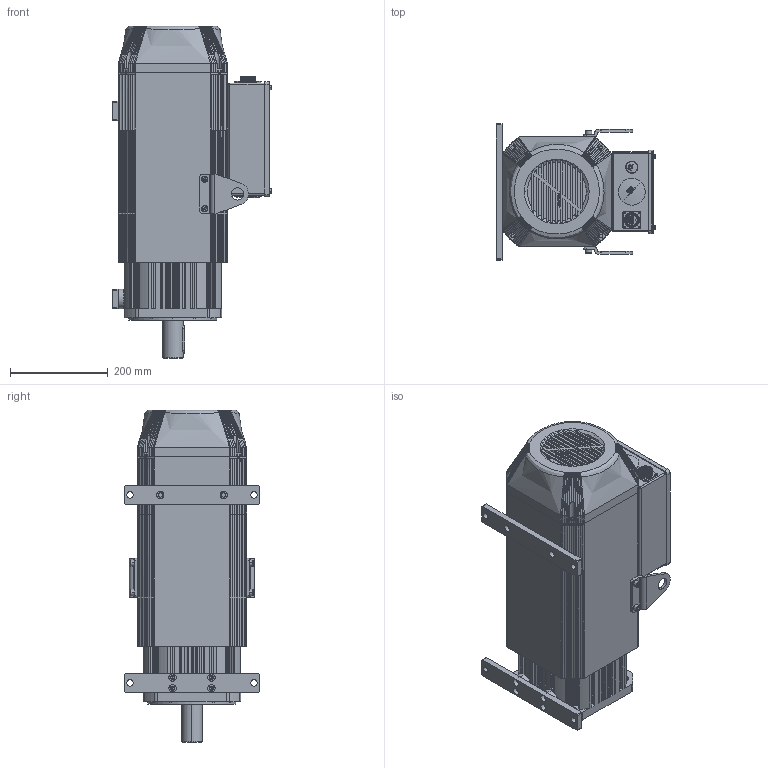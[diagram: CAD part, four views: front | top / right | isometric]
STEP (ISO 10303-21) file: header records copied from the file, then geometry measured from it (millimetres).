
FILE_DESCRIPTION (( 'STEP AP203' ), '1' );
FILE_NAME ('10002030101-0038-SV-X7VMM20-22D15CH-DB0F-0BH-6僇俋倛芞.STEP', '2025-10-29T05:40:49', ( '' ), ( '' ), 'SwSTEP 2.0', 'SolidWorks 2021', '' );
FILE_SCHEMA (( 'CONFIG_CONTROL_DESIGN' ));
Products named in the file (1): 10002030101-0038-SV-X7VMM20-22D15CH-DB0F-0BH-6僇俋倛芞
Bounding box: 326.5 x 278 x 679.9 mm (x, y, z)
Volume: 26453963.4 mm3; surface area: 1172844.8 mm2
Topology: 8 solids, 41 shells, 3820 faces, 10458 edges, 6670 vertices
Faces by surface type: plane 1620, cylinder 1208, bspline 459, cone 240, torus 183, sphere 110
Entity records: 162633 total; most frequent: CARTESIAN_POINT 68465, ORIENTED_EDGE 20472, DIRECTION 18860, EDGE_CURVE 10236, AXIS2_PLACEMENT_3D 6949, VERTEX_POINT 6614, VECTOR 4962, LINE 4962
